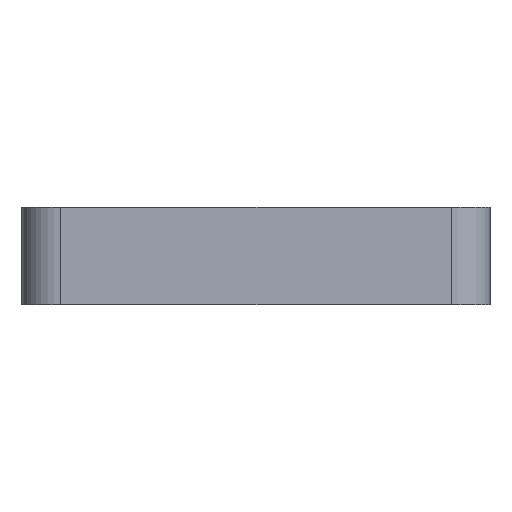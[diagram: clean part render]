
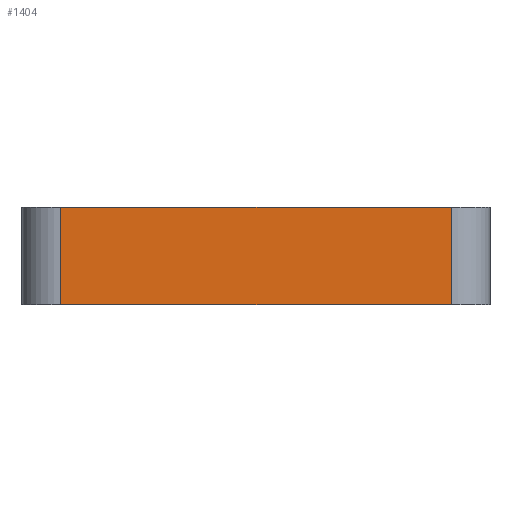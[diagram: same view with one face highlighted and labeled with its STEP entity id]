
A CAD part, left-side view. The second image highlights one B-rep face of the part: STEP entity #1404.
In plain terms, the highlighted planar face has unit normal (-1, 0, 0).
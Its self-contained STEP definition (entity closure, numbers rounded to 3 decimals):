
#186=FACE_OUTER_BOUND('',#256,.T.);
#256=EDGE_LOOP('',(#1147,#1148,#1149,#1150));
#404=LINE('',#2350,#544);
#405=LINE('',#2353,#545);
#406=LINE('',#2355,#546);
#407=LINE('',#2356,#547);
#544=VECTOR('',#1936,10.);
#545=VECTOR('',#1939,10.);
#546=VECTOR('',#1940,10.);
#547=VECTOR('',#1941,10.);
#681=VERTEX_POINT('',#2346);
#682=VERTEX_POINT('',#2348);
#683=VERTEX_POINT('',#2352);
#684=VERTEX_POINT('',#2354);
#880=EDGE_CURVE('',#681,#682,#404,.T.);
#881=EDGE_CURVE('',#683,#681,#405,.T.);
#882=EDGE_CURVE('',#684,#682,#406,.T.);
#883=EDGE_CURVE('',#683,#684,#407,.T.);
#1147=ORIENTED_EDGE('',*,*,#881,.T.);
#1148=ORIENTED_EDGE('',*,*,#880,.T.);
#1149=ORIENTED_EDGE('',*,*,#882,.F.);
#1150=ORIENTED_EDGE('',*,*,#883,.F.);
#1336=PLANE('',#1548);
#1404=ADVANCED_FACE('',(#186),#1336,.T.);
#1548=AXIS2_PLACEMENT_3D('',#2351,#1937,#1938);
#1936=DIRECTION('',(0.,0.,1.));
#1937=DIRECTION('center_axis',(-1.,0.,0.));
#1938=DIRECTION('ref_axis',(0.,-1.,0.));
#1939=DIRECTION('',(0.,-1.,0.));
#1940=DIRECTION('',(0.,-1.,0.));
#1941=DIRECTION('',(0.,0.,1.));
#2346=CARTESIAN_POINT('',(-162.063,6.,0.));
#2348=CARTESIAN_POINT('',(-162.063,6.,5.));
#2350=CARTESIAN_POINT('',(-162.063,6.,0.));
#2351=CARTESIAN_POINT('Origin',(-162.063,26.,0.));
#2352=CARTESIAN_POINT('',(-162.063,26.,0.));
#2353=CARTESIAN_POINT('',(-162.063,26.,0.));
#2354=CARTESIAN_POINT('',(-162.063,26.,5.));
#2355=CARTESIAN_POINT('',(-162.063,26.,5.));
#2356=CARTESIAN_POINT('',(-162.063,26.,0.));
